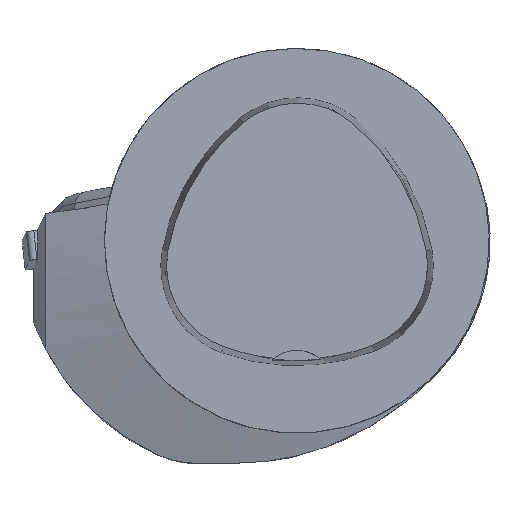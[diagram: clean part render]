
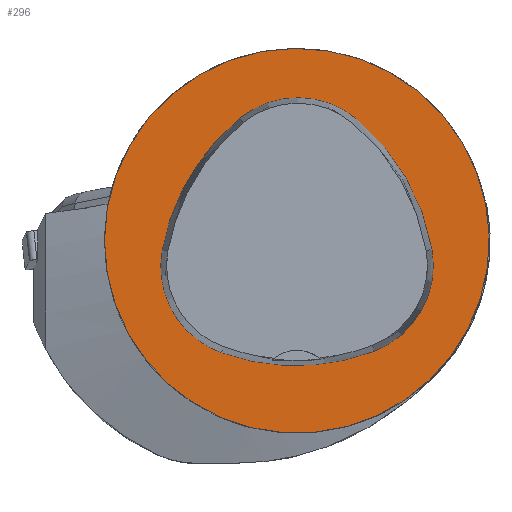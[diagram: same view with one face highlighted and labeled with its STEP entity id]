
A CAD part, top view. The second image highlights one B-rep face of the part: STEP entity #296.
In plain terms, the highlighted planar face has unit normal (0, 0, 1).
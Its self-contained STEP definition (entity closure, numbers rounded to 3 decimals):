
#296=ADVANCED_FACE('',(#686,#687),#368,.T.);
#368=PLANE('',#1803);
#686=FACE_BOUND('',#731,.T.);
#687=FACE_BOUND('',#732,.T.);
#731=EDGE_LOOP('',(#983,#984,#985,#986,#987,#988));
#732=EDGE_LOOP('',(#989));
#983=ORIENTED_EDGE('',*,*,#1526,.T.);
#984=ORIENTED_EDGE('',*,*,#1506,.T.);
#985=ORIENTED_EDGE('',*,*,#1510,.T.);
#986=ORIENTED_EDGE('',*,*,#1513,.T.);
#987=ORIENTED_EDGE('',*,*,#1516,.T.);
#988=ORIENTED_EDGE('',*,*,#1524,.T.);
#989=ORIENTED_EDGE('',*,*,#1497,.F.);
#1324=VERTEX_POINT('',#2635);
#1333=VERTEX_POINT('',#2654);
#1334=VERTEX_POINT('',#2655);
#1337=VERTEX_POINT('',#2663);
#1339=VERTEX_POINT('',#2669);
#1341=VERTEX_POINT('',#2675);
#1348=VERTEX_POINT('',#2696);
#1497=EDGE_CURVE('',#1324,#1324,#1634,.T.);
#1506=EDGE_CURVE('',#1333,#1334,#1635,.T.);
#1510=EDGE_CURVE('',#1334,#1337,#1637,.T.);
#1513=EDGE_CURVE('',#1337,#1339,#1639,.T.);
#1516=EDGE_CURVE('',#1339,#1341,#1641,.T.);
#1524=EDGE_CURVE('',#1341,#1348,#1645,.T.);
#1526=EDGE_CURVE('',#1348,#1333,#1647,.T.);
#1634=CIRCLE('',#1775,31.5);
#1635=CIRCLE('',#1781,36.);
#1637=CIRCLE('',#1784,15.);
#1639=CIRCLE('',#1787,36.);
#1641=CIRCLE('',#1790,15.);
#1645=CIRCLE('',#1795,36.);
#1647=CIRCLE('',#1798,15.);
#1775=AXIS2_PLACEMENT_3D('',#2634,#2059,#2060);
#1781=AXIS2_PLACEMENT_3D('',#2653,#2075,#2076);
#1784=AXIS2_PLACEMENT_3D('',#2662,#2083,#2084);
#1787=AXIS2_PLACEMENT_3D('',#2668,#2090,#2091);
#1790=AXIS2_PLACEMENT_3D('',#2674,#2097,#2098);
#1795=AXIS2_PLACEMENT_3D('',#2697,#2109,#2110);
#1798=AXIS2_PLACEMENT_3D('',#2700,#2115,#2116);
#1803=AXIS2_PLACEMENT_3D('',#2705,#2125,#2126);
#2059=DIRECTION('',(0.,0.,-1.));
#2060=DIRECTION('',(-1.,0.,0.));
#2075=DIRECTION('',(0.,0.,-1.));
#2076=DIRECTION('',(-1.,0.,0.));
#2083=DIRECTION('',(0.,0.,-1.));
#2084=DIRECTION('',(-1.,0.,0.));
#2090=DIRECTION('',(0.,0.,-1.));
#2091=DIRECTION('',(-1.,0.,0.));
#2097=DIRECTION('',(0.,0.,-1.));
#2098=DIRECTION('',(-1.,0.,0.));
#2109=DIRECTION('',(0.,0.,-1.));
#2110=DIRECTION('',(-1.,0.,0.));
#2115=DIRECTION('',(0.,0.,-1.));
#2116=DIRECTION('',(-1.,0.,0.));
#2125=DIRECTION('',(0.,0.,1.));
#2126=DIRECTION('',(1.,0.,0.));
#2634=CARTESIAN_POINT('',(0.,0.,0.));
#2635=CARTESIAN_POINT('',(-31.5,0.,0.));
#2653=CARTESIAN_POINT('',(13.398,-7.893,0.));
#2654=CARTESIAN_POINT('',(-22.041,-1.562,0.));
#2655=CARTESIAN_POINT('',(-9.317,20.036,0.));
#2662=CARTESIAN_POINT('',(0.148,8.399,0.));
#2663=CARTESIAN_POINT('',(9.779,19.898,0.));
#2668=CARTESIAN_POINT('',(-13.337,-7.7,0.));
#2669=CARTESIAN_POINT('',(22.122,-1.48,0.));
#2674=CARTESIAN_POINT('',(7.347,-4.071,0.));
#2675=CARTESIAN_POINT('',(12.693,-18.087,0.));
#2696=CARTESIAN_POINT('',(-12.373,-18.307,0.));
#2697=CARTESIAN_POINT('',(-0.137,15.55,0.));
#2700=CARTESIAN_POINT('',(-7.275,-4.2,0.));
#2705=CARTESIAN_POINT('',(0.,0.,0.));
